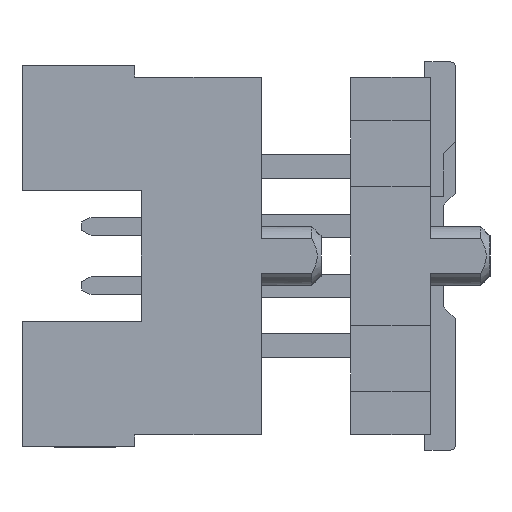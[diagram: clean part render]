
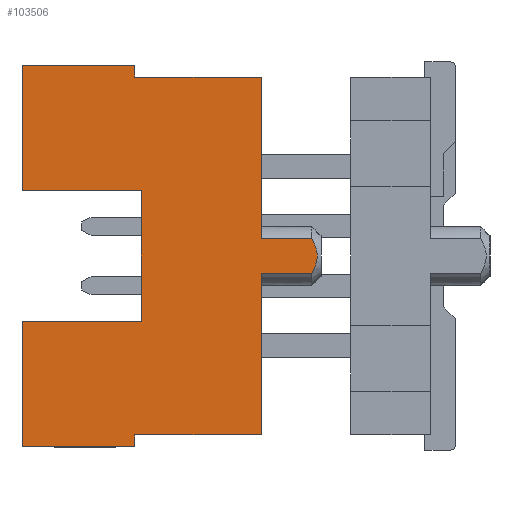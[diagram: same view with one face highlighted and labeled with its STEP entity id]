
A CAD part, left-side view. The second image highlights one B-rep face of the part: STEP entity #103506.
In plain terms, the highlighted planar face has unit normal (-1, 0, 0).
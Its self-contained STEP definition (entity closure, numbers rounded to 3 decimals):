
#439=DIRECTION('',(0.,-1.,0.));
#440=VECTOR('',#439,2.7);
#441=CARTESIAN_POINT('',(-29.845,2.7,-3.81));
#442=LINE('',#441,#440);
#558=DIRECTION('',(0.,1.,0.));
#559=VECTOR('',#558,2.7);
#560=CARTESIAN_POINT('',(-29.845,0.,3.81));
#561=LINE('',#560,#559);
#570=DIRECTION('',(0.,0.,1.));
#571=VECTOR('',#570,0.255);
#572=CARTESIAN_POINT('',(-29.845,2.7,3.81));
#573=LINE('',#572,#571);
#586=DIRECTION('',(0.,-1.,0.));
#587=VECTOR('',#586,2.4);
#588=CARTESIAN_POINT('',(-29.845,5.1,4.065));
#589=LINE('',#588,#587);
#606=DIRECTION('',(0.,0.,1.));
#607=VECTOR('',#606,3.44);
#608=CARTESIAN_POINT('',(-29.845,0.,-3.81));
#609=LINE('',#608,#607);
#610=DIRECTION('',(0.,0.,-1.));
#611=VECTOR('',#610,2.67);
#612=CARTESIAN_POINT('',(-29.845,5.1,-1.395));
#613=LINE('',#612,#611);
#614=DIRECTION('',(0.,-1.,0.));
#615=VECTOR('',#614,2.54);
#616=CARTESIAN_POINT('',(-29.845,5.1,1.395));
#617=LINE('',#616,#615);
#618=DIRECTION('',(0.,0.,-1.));
#619=VECTOR('',#618,2.67);
#620=CARTESIAN_POINT('',(-29.845,5.1,4.065));
#621=LINE('',#620,#619);
#622=DIRECTION('',(0.,0.,1.));
#623=VECTOR('',#622,3.44);
#624=CARTESIAN_POINT('',(-29.845,0.,0.37));
#625=LINE('',#624,#623);
#642=DIRECTION('',(0.,1.,0.));
#643=VECTOR('',#642,1.07);
#644=CARTESIAN_POINT('',(-29.845,-1.07,
0.37));
#645=LINE('',#644,#643);
#646=DIRECTION('',(0.,-1.,0.));
#647=VECTOR('',#646,1.07);
#648=CARTESIAN_POINT('',(-29.845,0.,-0.37));
#649=LINE('',#648,#647);
#662=CARTESIAN_POINT('',(-29.845,-1.07,
-0.37));
#663=CARTESIAN_POINT('',(-29.845,-1.087,
-0.341));
#664=CARTESIAN_POINT('',(-29.845,-1.117,
-0.286));
#665=CARTESIAN_POINT('',(-29.845,-1.15,
-0.21));
#666=CARTESIAN_POINT('',(-29.845,-1.173,
-0.138));
#667=CARTESIAN_POINT('',(-29.845,-1.187,
-0.069));
#668=CARTESIAN_POINT('',(-29.845,-1.192,
0.));
#669=CARTESIAN_POINT('',(-29.845,-1.187,
0.069));
#670=CARTESIAN_POINT('',(-29.845,-1.173,
0.138));
#671=CARTESIAN_POINT('',(-29.845,-1.15,
0.21));
#672=CARTESIAN_POINT('',(-29.845,-1.117,
0.286));
#673=CARTESIAN_POINT('',(-29.845,-1.087,
0.341));
#674=CARTESIAN_POINT('',(-29.845,-1.07,
0.37));
#709=DIRECTION('',(0.,0.,1.));
#710=VECTOR('',#709,0.255);
#711=CARTESIAN_POINT('',(-29.845,2.7,-4.065));
#712=LINE('',#711,#710);
#721=DIRECTION('',(0.,1.,0.));
#722=VECTOR('',#721,2.4);
#723=CARTESIAN_POINT('',(-29.845,2.7,-4.065));
#724=LINE('',#723,#722);
#1021=DIRECTION('',(0.,1.,0.));
#1022=VECTOR('',#1021,2.54);
#1023=CARTESIAN_POINT('',(-29.845,2.56,-1.395));
#1024=LINE('',#1023,#1022);
#1049=DIRECTION('',(0.,0.,-1.));
#1050=VECTOR('',#1049,2.79);
#1051=CARTESIAN_POINT('',(-29.845,2.56,1.395));
#1052=LINE('',#1051,#1050);
#88963=CARTESIAN_POINT('',(-29.845,0.,3.81));
#88964=VERTEX_POINT('',#88963);
#88965=CARTESIAN_POINT('',(-29.845,0.,0.37));
#88966=VERTEX_POINT('',#88965);
#88967=CARTESIAN_POINT('',(-29.845,0.,-0.37));
#88968=VERTEX_POINT('',#88967);
#88969=CARTESIAN_POINT('',(-29.845,0.,-3.81));
#88970=VERTEX_POINT('',#88969);
#90453=CARTESIAN_POINT('',(-29.845,5.1,4.065));
#90454=VERTEX_POINT('',#90453);
#90455=CARTESIAN_POINT('',(-29.845,5.1,1.395));
#90456=VERTEX_POINT('',#90455);
#90459=CARTESIAN_POINT('',(-29.845,5.1,-1.395));
#90460=VERTEX_POINT('',#90459);
#90461=CARTESIAN_POINT('',(-29.845,5.1,-4.065));
#90462=VERTEX_POINT('',#90461);
#90475=CARTESIAN_POINT('',(-29.845,2.56,1.395));
#90476=VERTEX_POINT('',#90475);
#90477=CARTESIAN_POINT('',(-29.845,-1.07,
0.37));
#90478=VERTEX_POINT('',#90477);
#90479=VERTEX_POINT('',#662);
#90480=CARTESIAN_POINT('',(-29.845,2.7,-3.81));
#90481=VERTEX_POINT('',#90480);
#90482=CARTESIAN_POINT('',(-29.845,2.7,-4.065));
#90483=VERTEX_POINT('',#90482);
#90484=CARTESIAN_POINT('',(-29.845,2.56,-1.395));
#90485=VERTEX_POINT('',#90484);
#90486=CARTESIAN_POINT('',(-29.845,2.7,4.065));
#90487=VERTEX_POINT('',#90486);
#90488=CARTESIAN_POINT('',(-29.845,2.7,3.81));
#90489=VERTEX_POINT('',#90488);
#103475=CARTESIAN_POINT('',(-29.845,1.955,0.));
#103476=DIRECTION('',(1.,0.,0.));
#103477=DIRECTION('',(0.,0.,1.));
#103478=AXIS2_PLACEMENT_3D('',#103475,#103476,#103477);
#103479=PLANE('',#103478);
#103481=ORIENTED_EDGE('',*,*,#103480,.F.);
#103483=ORIENTED_EDGE('',*,*,#103482,.F.);
#103485=ORIENTED_EDGE('',*,*,#103484,.F.);
#103486=ORIENTED_EDGE('',*,*,#101798,.F.);
#103487=ORIENTED_EDGE('',*,*,#103271,.F.);
#103489=ORIENTED_EDGE('',*,*,#103488,.F.);
#103491=ORIENTED_EDGE('',*,*,#103490,.T.);
#103493=ORIENTED_EDGE('',*,*,#103492,.F.);
#103495=ORIENTED_EDGE('',*,*,#103494,.F.);
#103497=ORIENTED_EDGE('',*,*,#103496,.F.);
#103498=ORIENTED_EDGE('',*,*,#103466,.F.);
#103499=ORIENTED_EDGE('',*,*,#103437,.F.);
#103500=ORIENTED_EDGE('',*,*,#103417,.T.);
#103501=ORIENTED_EDGE('',*,*,#103403,.F.);
#103502=ORIENTED_EDGE('',*,*,#103389,.F.);
#103503=ORIENTED_EDGE('',*,*,#101802,.F.);
#103504=EDGE_LOOP('',(#103481,#103483,#103485,#103486,#103487,#103489,#103491,
#103493,#103495,#103497,#103498,#103499,#103500,#103501,#103502,#103503));
#103505=FACE_OUTER_BOUND('',#103504,.F.);
#103506=ADVANCED_FACE('',(#103505),#103479,.F.);
#675=B_SPLINE_CURVE_WITH_KNOTS('',3,(#662,#663,#664,#665,#666,#667,#668,#669,
#670,#671,#672,#673,#674),.UNSPECIFIED.,.F.,.F.,(4,1,1,1,1,1,1,1,1,1,4),(0.,
0.1,0.2,0.3,0.4,0.5,0.6,0.7,0.8,0.9,1.),.UNSPECIFIED.);
#101798=EDGE_CURVE('',#88970,#88968,#609,.T.);
#101802=EDGE_CURVE('',#88966,#88964,#625,.T.);
#103271=EDGE_CURVE('',#90481,#88970,#442,.T.);
#103389=EDGE_CURVE('',#88964,#90489,#561,.T.);
#103403=EDGE_CURVE('',#90489,#90487,#573,.T.);
#103417=EDGE_CURVE('',#90454,#90487,#589,.T.);
#103437=EDGE_CURVE('',#90454,#90456,#621,.T.);
#103466=EDGE_CURVE('',#90456,#90476,#617,.T.);
#103480=EDGE_CURVE('',#90478,#88966,#645,.T.);
#103482=EDGE_CURVE('',#90479,#90478,#675,.T.);
#103484=EDGE_CURVE('',#88968,#90479,#649,.T.);
#103488=EDGE_CURVE('',#90483,#90481,#712,.T.);
#103490=EDGE_CURVE('',#90483,#90462,#724,.T.);
#103492=EDGE_CURVE('',#90460,#90462,#613,.T.);
#103494=EDGE_CURVE('',#90485,#90460,#1024,.T.);
#103496=EDGE_CURVE('',#90476,#90485,#1052,.T.);
